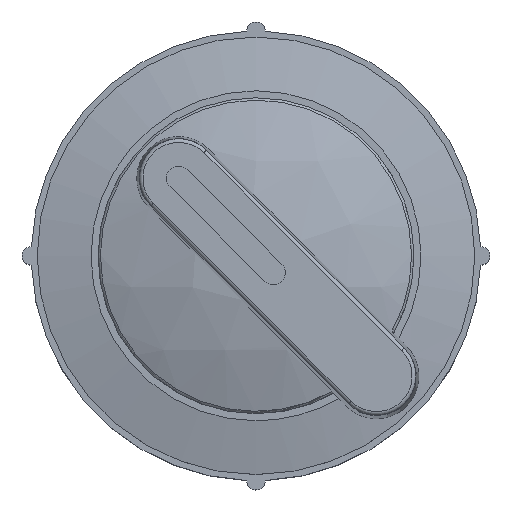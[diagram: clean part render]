
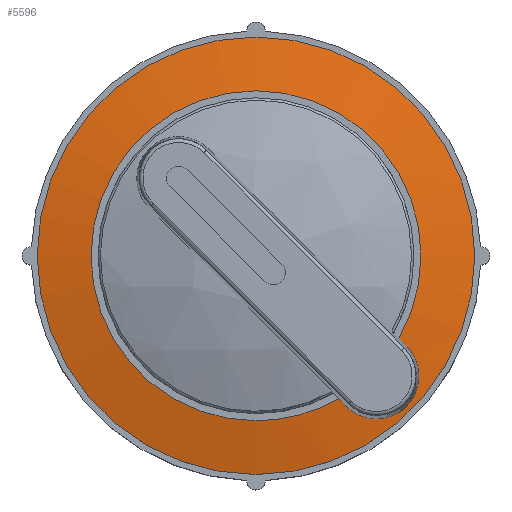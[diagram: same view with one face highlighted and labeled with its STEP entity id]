
A CAD part, top view. The second image highlights one B-rep face of the part: STEP entity #5596.
In plain terms, the highlighted conical face has half-angle 78.5 degrees and reference radius 15.788 mm.
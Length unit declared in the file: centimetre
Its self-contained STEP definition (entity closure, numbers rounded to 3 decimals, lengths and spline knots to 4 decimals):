
#70=FACE_BOUND('',#1172,.T.);
#119=(
BOUNDED_CURVE()
B_SPLINE_CURVE(2,(#7601,#7602,#7603),.UNSPECIFIED.,.F.,.F.)
B_SPLINE_CURVE_WITH_KNOTS((3,3),(0.,0.1015),.UNSPECIFIED.)
CURVE()
GEOMETRIC_REPRESENTATION_ITEM()
RATIONAL_B_SPLINE_CURVE((1.,1.002,1.004))
REPRESENTATION_ITEM('')
);
#126=(
BOUNDED_CURVE()
B_SPLINE_CURVE(2,(#9084,#9085,#9086),.UNSPECIFIED.,.F.,.F.)
B_SPLINE_CURVE_WITH_KNOTS((3,3),(0.3609,0.4623),
 .UNSPECIFIED.)
CURVE()
GEOMETRIC_REPRESENTATION_ITEM()
RATIONAL_B_SPLINE_CURVE((1.004,1.002,1.))
REPRESENTATION_ITEM('')
);
#153=B_SPLINE_CURVE_WITH_KNOTS('',3,(#7578,#7579,#7580,#7581,#7582,#7583,
#7584,#7585,#7586,#7587,#7588,#7589,#7590,#7591,#7592,#7593,#7594,#7595),
 .UNSPECIFIED.,.F.,.F.,(4,2,2,2,2,2,2,2,4),(0.0861,0.1559,
0.3119,0.4663,0.6208,0.7753,
0.9297,1.0857,1.1555),.UNSPECIFIED.);
#418=CONICAL_SURFACE('',#6129,1.5788,78.5);
#834=FACE_OUTER_BOUND('',#1171,.T.);
#1171=EDGE_LOOP('',(#5038,#5039,#5040,#5041));
#1172=EDGE_LOOP('',(#5042));
#1198=CIRCLE('',#5621,1.3576);
#1438=CIRCLE('',#6130,1.8);
#2068=VERTEX_POINT('',#7556);
#2071=VERTEX_POINT('',#7561);
#2075=VERTEX_POINT('',#7572);
#2077=VERTEX_POINT('',#7576);
#2615=VERTEX_POINT('',#13329);
#2629=EDGE_CURVE('',#2068,#2071,#1198,.T.);
#2636=EDGE_CURVE('',#2075,#2077,#153,.T.);
#2639=EDGE_CURVE('',#2071,#2075,#119,.T.);
#2871=EDGE_CURVE('',#2077,#2068,#126,.T.);
#3455=EDGE_CURVE('',#2615,#2615,#1438,.T.);
#5038=ORIENTED_EDGE('',*,*,#2871,.T.);
#5039=ORIENTED_EDGE('',*,*,#2629,.T.);
#5040=ORIENTED_EDGE('',*,*,#2639,.T.);
#5041=ORIENTED_EDGE('',*,*,#2636,.T.);
#5042=ORIENTED_EDGE('',*,*,#3455,.F.);
#5596=ADVANCED_FACE('',(#834,#70),#418,.T.);
#5621=AXIS2_PLACEMENT_3D('',#7563,#6168,#6169);
#6129=AXIS2_PLACEMENT_3D('',#13328,#7487,#7488);
#6130=AXIS2_PLACEMENT_3D('',#13330,#7489,#7490);
#6168=DIRECTION('center_axis',(0.,0.,
-1.));
#6169=DIRECTION('ref_axis',(0.,-1.,0.));
#7487=DIRECTION('center_axis',(0.,0.,
-1.));
#7488=DIRECTION('ref_axis',(0.,-1.,0.));
#7489=DIRECTION('center_axis',(0.,0.,
-1.));
#7490=DIRECTION('ref_axis',(0.,-1.,0.));
#7556=CARTESIAN_POINT('',(2.481,-1.1745,0.09));
#7561=CARTESIAN_POINT('',(2.9742,-0.6814,0.09));
#7563=CARTESIAN_POINT('Origin',(1.8,0.,0.09));
#7572=CARTESIAN_POINT('',(3.0374,-0.7441,0.0724));
#7576=CARTESIAN_POINT('',(2.5438,-1.2376,0.0724));
#7578=CARTESIAN_POINT('Ctrl Pts',(3.0374,-0.7441,0.0724));
#7579=CARTESIAN_POINT('Ctrl Pts',(3.0543,-0.7609,0.0677));
#7580=CARTESIAN_POINT('Ctrl Pts',(3.0696,-0.7796,0.0631));
#7581=CARTESIAN_POINT('Ctrl Pts',(3.1124,-0.8445,0.0487));
#7582=CARTESIAN_POINT('Ctrl Pts',(3.1311,-0.8966,0.0398));
#7583=CARTESIAN_POINT('Ctrl Pts',(3.144,-0.9983,0.0257));
#7584=CARTESIAN_POINT('Ctrl Pts',(3.1391,-1.0534,0.0197));
#7585=CARTESIAN_POINT('Ctrl Pts',(3.1043,-1.1552,0.0119));
#7586=CARTESIAN_POINT('Ctrl Pts',(3.0745,-1.2021,0.0099));
#7587=CARTESIAN_POINT('Ctrl Pts',(3.0017,-1.2749,0.0099));
#7588=CARTESIAN_POINT('Ctrl Pts',(2.9548,-1.3047,0.0119));
#7589=CARTESIAN_POINT('Ctrl Pts',(2.853,-1.3394,0.0197));
#7590=CARTESIAN_POINT('Ctrl Pts',(2.7979,-1.3443,0.0257));
#7591=CARTESIAN_POINT('Ctrl Pts',(2.6962,-1.3314,0.0398));
#7592=CARTESIAN_POINT('Ctrl Pts',(2.6441,-1.3126,0.0487));
#7593=CARTESIAN_POINT('Ctrl Pts',(2.5792,-1.2698,0.0631));
#7594=CARTESIAN_POINT('Ctrl Pts',(2.5605,-1.2545,0.0677));
#7595=CARTESIAN_POINT('Ctrl Pts',(2.5438,-1.2376,0.0724));
#7601=CARTESIAN_POINT('Ctrl Pts',(2.9742,-0.6814,0.09));
#7602=CARTESIAN_POINT('Ctrl Pts',(3.0049,-0.7118,0.0815));
#7603=CARTESIAN_POINT('Ctrl Pts',(3.0374,-0.7441,0.0724));
#9084=CARTESIAN_POINT('Ctrl Pts',(2.5438,-1.2376,0.0724));
#9085=CARTESIAN_POINT('Ctrl Pts',(2.5114,-1.2051,0.0815));
#9086=CARTESIAN_POINT('Ctrl Pts',(2.481,-1.1745,0.09));
#13328=CARTESIAN_POINT('Origin',(1.8,0.,0.045));
#13329=CARTESIAN_POINT('',(1.8,-1.8,0.));
#13330=CARTESIAN_POINT('Origin',(1.8,0.,0.));
